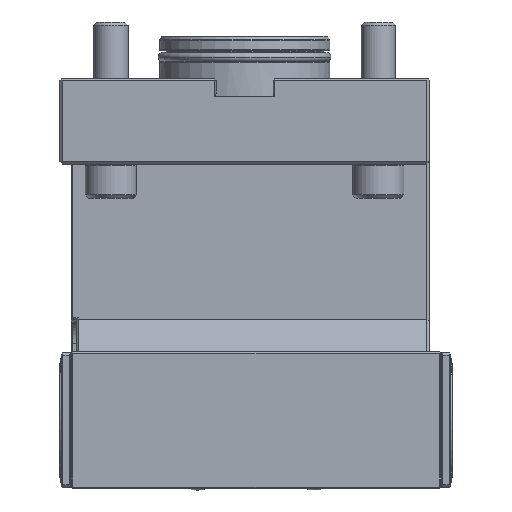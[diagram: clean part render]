
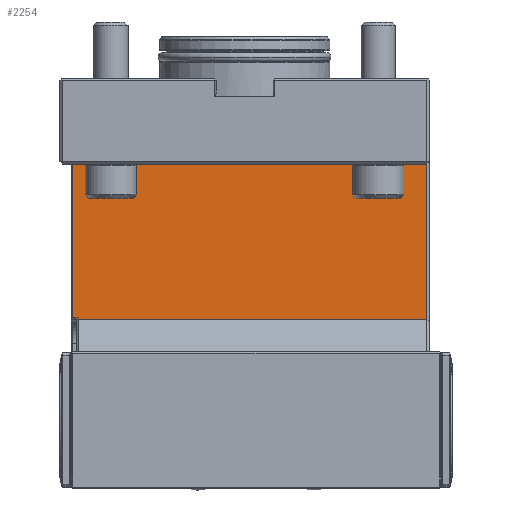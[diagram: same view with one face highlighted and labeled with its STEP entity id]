
A CAD part, front view. The second image highlights one B-rep face of the part: STEP entity #2254.
In plain terms, the highlighted planar face has unit normal (0, -1, 0).
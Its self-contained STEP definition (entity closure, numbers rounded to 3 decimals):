
#326=LINE('',#12901,#1126);
#335=LINE('',#12919,#1135);
#340=LINE('',#12927,#1140);
#379=LINE('',#13018,#1179);
#381=LINE('',#13021,#1181);
#382=LINE('',#13023,#1182);
#1126=VECTOR('',#9662,1.);
#1135=VECTOR('',#9677,1.);
#1140=VECTOR('',#9684,1.);
#1179=VECTOR('',#9761,1.);
#1181=VECTOR('',#9765,1.);
#1182=VECTOR('',#9766,1.);
#2254=ADVANCED_FACE('',(#3068),#2669,.F.);
#2669=PLANE('',#8424);
#3068=FACE_OUTER_BOUND('',#3547,.T.);
#3547=EDGE_LOOP('',(#4828,#4829,#4830,#4831,#4832,#4833));
#4828=ORIENTED_EDGE('',*,*,#7266,.F.);
#4829=ORIENTED_EDGE('',*,*,#7207,.T.);
#4830=ORIENTED_EDGE('',*,*,#7216,.T.);
#4831=ORIENTED_EDGE('',*,*,#7221,.T.);
#4832=ORIENTED_EDGE('',*,*,#7264,.T.);
#4833=ORIENTED_EDGE('',*,*,#7267,.T.);
#6342=VERTEX_POINT('',#12862);
#6344=VERTEX_POINT('',#12868);
#6352=VERTEX_POINT('',#12902);
#6358=VERTEX_POINT('',#12920);
#6392=VERTEX_POINT('',#13017);
#6393=VERTEX_POINT('',#13022);
#7207=EDGE_CURVE('',#6352,#6344,#326,.T.);
#7216=EDGE_CURVE('',#6344,#6358,#335,.T.);
#7221=EDGE_CURVE('',#6358,#6342,#340,.T.);
#7264=EDGE_CURVE('',#6342,#6392,#379,.T.);
#7266=EDGE_CURVE('',#6352,#6393,#381,.T.);
#7267=EDGE_CURVE('',#6392,#6393,#382,.T.);
#8424=AXIS2_PLACEMENT_3D('',#13024,#9767,#9768);
#9662=DIRECTION('',(0.,0.,1.));
#9677=DIRECTION('',(-1.,0.,0.));
#9684=DIRECTION('',(0.,0.,-1.));
#9761=DIRECTION('',(1.,0.,0.));
#9765=DIRECTION('',(-1.,0.,0.));
#9766=DIRECTION('',(0.,0.,-1.));
#9767=DIRECTION('',(0.,1.,0.));
#9768=DIRECTION('',(0.,0.,1.));
#12862=CARTESIAN_POINT('',(-60.5,-32.,-84.));
#12868=CARTESIAN_POINT('',(64.,-32.,-30.));
#12901=CARTESIAN_POINT('',(64.,-32.,-30.));
#12902=CARTESIAN_POINT('',(64.,-32.,-84.686));
#12919=CARTESIAN_POINT('',(162.853,-32.,-30.));
#12920=CARTESIAN_POINT('',(-60.5,-32.,-30.));
#12927=CARTESIAN_POINT('',(-60.5,-32.,-30.));
#13017=CARTESIAN_POINT('',(-58.5,-32.,-84.));
#13018=CARTESIAN_POINT('',(162.853,-32.,-84.));
#13021=CARTESIAN_POINT('',(162.853,-32.,-84.686));
#13022=CARTESIAN_POINT('',(-58.5,-32.,-84.686));
#13023=CARTESIAN_POINT('',(-58.5,-32.,-84.686));
#13024=CARTESIAN_POINT('',(162.853,-32.,-30.));
